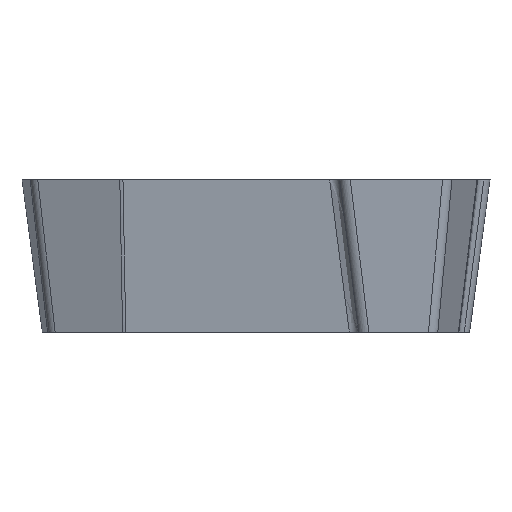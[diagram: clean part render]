
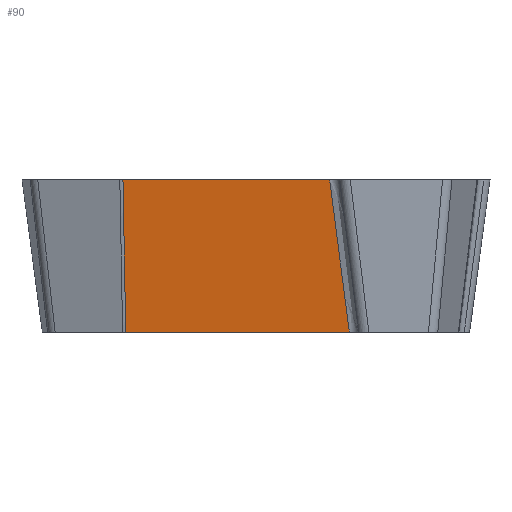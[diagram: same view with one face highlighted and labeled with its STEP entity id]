
A CAD part, front view. The second image highlights one B-rep face of the part: STEP entity #90.
In plain terms, the highlighted planar face has unit normal (0, -0.993, -0.122).
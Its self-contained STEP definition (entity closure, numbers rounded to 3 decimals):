
#60=FACE_OUTER_BOUND('',#157,.T.);
#90=ADVANCED_FACE('',(#60),#124,.T.);
#124=PLANE('',#709);
#157=EDGE_LOOP('',(#298,#299,#300,#301));
#213=ELLIPSE('',#708,45.669,0.5);
#298=ORIENTED_EDGE('',*,*,#476,.F.);
#299=ORIENTED_EDGE('',*,*,#527,.T.);
#300=ORIENTED_EDGE('',*,*,#502,.T.);
#301=ORIENTED_EDGE('',*,*,#528,.T.);
#415=VERTEX_POINT('',#1151);
#416=VERTEX_POINT('',#1153);
#441=VERTEX_POINT('',#1240);
#442=VERTEX_POINT('',#1242);
#476=EDGE_CURVE('',#415,#416,#555,.T.);
#502=EDGE_CURVE('',#442,#441,#566,.T.);
#527=EDGE_CURVE('',#415,#442,#213,.T.);
#528=EDGE_CURVE('',#441,#416,#581,.T.);
#555=LINE('',#1152,#599);
#566=LINE('',#1241,#610);
#581=LINE('',#1311,#625);
#599=VECTOR('',#768,1.);
#610=VECTOR('',#805,1.);
#625=VECTOR('',#850,1.);
#708=AXIS2_PLACEMENT_3D('',#1310,#848,#849);
#709=AXIS2_PLACEMENT_3D('',#1312,#851,#852);
#768=DIRECTION('',(-1.,0.,0.));
#805=DIRECTION('',(-1.,0.,0.));
#848=DIRECTION('',(0.,0.993,0.122));
#849=DIRECTION('',(-0.121,-0.121,0.985));
#850=DIRECTION('',(0.018,0.122,-0.992));
#851=DIRECTION('',(0.,-0.993,-0.122));
#852=DIRECTION('',(0.,0.122,-0.993));
#1151=CARTESIAN_POINT('',(2.147,-4.67,-3.5));
#1152=CARTESIAN_POINT('',(3.1,-4.67,-3.5));
#1153=CARTESIAN_POINT('',(-2.999,-4.67,-3.5));
#1240=CARTESIAN_POINT('',(-3.063,-5.1,0.));
#1241=CARTESIAN_POINT('',(3.1,-5.1,0.));
#1242=CARTESIAN_POINT('',(1.697,-5.1,0.));
#1310=CARTESIAN_POINT('',(-0.222,-7.478,19.364));
#1311=CARTESIAN_POINT('',(-3.061,-5.086,-0.111));
#1312=CARTESIAN_POINT('',(3.1,-5.1,0.));
